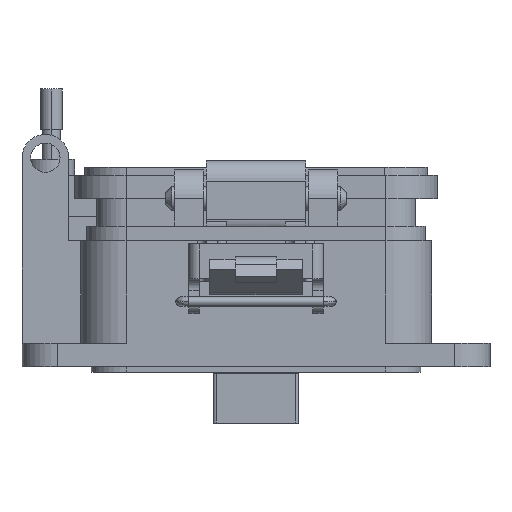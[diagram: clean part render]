
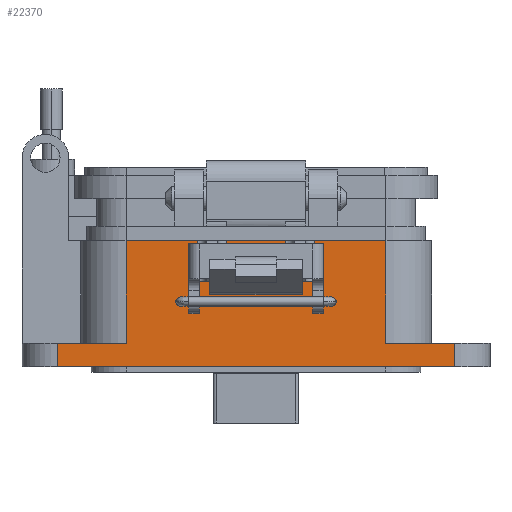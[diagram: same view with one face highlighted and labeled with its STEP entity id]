
A CAD part, front view. The second image highlights one B-rep face of the part: STEP entity #22370.
In plain terms, the highlighted planar face has unit normal (0, -1, 0).
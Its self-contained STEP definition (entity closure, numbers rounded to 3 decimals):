
#242 = LINE ( 'NONE', #27398, #40632 ) ;
#733 = DIRECTION ( 'NONE',  ( 0., 0., 1. ) ) ;
#1344 = EDGE_CURVE ( 'NONE', #7524, #29618, #9527, .T. ) ;
#1404 = LINE ( 'NONE', #14993, #36170 ) ;
#1686 = CARTESIAN_POINT ( 'NONE',  ( 10.071, -15.056, -21.654 ) ) ;
#1958 = VECTOR ( 'NONE', #16537, 1000. ) ;
#2141 = ORIENTED_EDGE ( 'NONE', *, *, #35883, .T. ) ;
#2361 = VERTEX_POINT ( 'NONE', #25096 ) ;
#2762 = DIRECTION ( 'NONE',  ( -1., 0., 0. ) ) ;
#2776 = EDGE_CURVE ( 'NONE', #37107, #14306, #42165, .T. ) ;
#2981 = VECTOR ( 'NONE', #41723, 1000. ) ;
#3376 = EDGE_CURVE ( 'NONE', #42561, #33608, #18005, .T. ) ;
#3432 = FACE_OUTER_BOUND ( 'NONE', #40602, .T. ) ;
#3571 = VERTEX_POINT ( 'NONE', #28437 ) ;
#3575 = LINE ( 'NONE', #34039, #26777 ) ;
#3642 = EDGE_CURVE ( 'NONE', #3571, #8504, #6393, .T. ) ;
#4186 = EDGE_CURVE ( 'NONE', #19992, #7524, #37245, .T. ) ;
#5275 = CARTESIAN_POINT ( 'NONE',  ( 34.243, -15.056, -39.279 ) ) ;
#5622 = EDGE_CURVE ( 'NONE', #6794, #3571, #23030, .T. ) ;
#5907 = VECTOR ( 'NONE', #18101, 1000. ) ;
#6089 = CARTESIAN_POINT ( 'NONE',  ( 34.243, -15.056, -43.307 ) ) ;
#6393 = LINE ( 'NONE', #29972, #8636 ) ;
#6570 = VECTOR ( 'NONE', #7330, 1000. ) ;
#6780 = CARTESIAN_POINT ( 'NONE',  ( -34.243, -15.056, -21.654 ) ) ;
#6794 = VERTEX_POINT ( 'NONE', #14178 ) ;
#7217 = LINE ( 'NONE', #17225, #31010 ) ;
#7330 = DIRECTION ( 'NONE',  ( 0., 0., 1. ) ) ;
#7363 = DIRECTION ( 'NONE',  ( -1., 0., 0. ) ) ;
#7524 = VERTEX_POINT ( 'NONE', #40068 ) ;
#7885 = VECTOR ( 'NONE', #33304, 1000. ) ;
#8318 = EDGE_CURVE ( 'NONE', #23481, #37107, #7217, .T. ) ;
#8374 = VECTOR ( 'NONE', #2762, 1000. ) ;
#8504 = VERTEX_POINT ( 'NONE', #35446 ) ;
#8529 = DIRECTION ( 'NONE',  ( -1., 0., 0. ) ) ;
#8636 = VECTOR ( 'NONE', #33731, 1000. ) ;
#9527 = LINE ( 'NONE', #25962, #7885 ) ;
#10284 = VECTOR ( 'NONE', #40376, 1000. ) ;
#10502 = ORIENTED_EDGE ( 'NONE', *, *, #16603, .T. ) ;
#10752 = VERTEX_POINT ( 'NONE', #32394 ) ;
#12211 = DIRECTION ( 'NONE',  ( 0., 0., -1. ) ) ;
#12616 = CARTESIAN_POINT ( 'NONE',  ( 22.358, -15.056, -21.654 ) ) ;
#12773 = CARTESIAN_POINT ( 'NONE',  ( 10.071, -15.056, -28.704 ) ) ;
#13057 = EDGE_CURVE ( 'NONE', #23313, #23481, #1404, .T. ) ;
#13725 = ORIENTED_EDGE ( 'NONE', *, *, #27694, .T. ) ;
#14178 = CARTESIAN_POINT ( 'NONE',  ( 22.358, -15.056, -39.279 ) ) ;
#14306 = VERTEX_POINT ( 'NONE', #19637 ) ;
#14993 = CARTESIAN_POINT ( 'NONE',  ( 10.071, -15.056, -28.704 ) ) ;
#15102 = LINE ( 'NONE', #22179, #20998 ) ;
#16405 = EDGE_CURVE ( 'NONE', #2361, #42561, #30091, .T. ) ;
#16537 = DIRECTION ( 'NONE',  ( -1., 0., 0. ) ) ;
#16559 = CARTESIAN_POINT ( 'NONE',  ( 34.243, -15.056, -43.307 ) ) ;
#16594 = CARTESIAN_POINT ( 'NONE',  ( -22.358, -15.056, -21.654 ) ) ;
#16603 = EDGE_CURVE ( 'NONE', #14306, #2361, #242, .T. ) ;
#16710 = ORIENTED_EDGE ( 'NONE', *, *, #16405, .T. ) ;
#16753 = ORIENTED_EDGE ( 'NONE', *, *, #3376, .T. ) ;
#17225 = CARTESIAN_POINT ( 'NONE',  ( 5.036, -15.056, -21.654 ) ) ;
#17852 = ORIENTED_EDGE ( 'NONE', *, *, #13057, .T. ) ;
#17914 = DIRECTION ( 'NONE',  ( 1., 0., 0. ) ) ;
#18005 = LINE ( 'NONE', #30689, #6570 ) ;
#18101 = DIRECTION ( 'NONE',  ( 0., 0., -1. ) ) ;
#18428 = CARTESIAN_POINT ( 'NONE',  ( -10.071, -15.056, -28.704 ) ) ;
#19436 = CARTESIAN_POINT ( 'NONE',  ( 10.071, -15.056, -39.279 ) ) ;
#19637 = CARTESIAN_POINT ( 'NONE',  ( -5.036, -15.056, -21.654 ) ) ;
#19742 = AXIS2_PLACEMENT_3D ( 'NONE', #34790, #20566, #17914 ) ;
#19868 = LINE ( 'NONE', #19436, #1958 ) ;
#19992 = VERTEX_POINT ( 'NONE', #30917 ) ;
#20566 = DIRECTION ( 'NONE',  ( 0., -1., 0. ) ) ;
#20932 = DIRECTION ( 'NONE',  ( 0., 0., -1. ) ) ;
#20998 = VECTOR ( 'NONE', #12211, 1000. ) ;
#22179 = CARTESIAN_POINT ( 'NONE',  ( -22.358, -15.056, -21.654 ) ) ;
#22370 = ADVANCED_FACE ( 'NONE', ( #3432 ), #41474, .T. ) ;
#22552 = CARTESIAN_POINT ( 'NONE',  ( 10.071, -15.056, -39.279 ) ) ;
#23030 = LINE ( 'NONE', #12616, #10284 ) ;
#23313 = VERTEX_POINT ( 'NONE', #29290 ) ;
#23481 = VERTEX_POINT ( 'NONE', #33493 ) ;
#23887 = ORIENTED_EDGE ( 'NONE', *, *, #31526, .T. ) ;
#24028 = ORIENTED_EDGE ( 'NONE', *, *, #3642, .T. ) ;
#24182 = ORIENTED_EDGE ( 'NONE', *, *, #1344, .T. ) ;
#24460 = ORIENTED_EDGE ( 'NONE', *, *, #5622, .T. ) ;
#24995 = VECTOR ( 'NONE', #29432, 1000. ) ;
#25096 = CARTESIAN_POINT ( 'NONE',  ( -5.036, -15.056, -28.704 ) ) ;
#25621 = ORIENTED_EDGE ( 'NONE', *, *, #43276, .T. ) ;
#25962 = CARTESIAN_POINT ( 'NONE',  ( 0., -15.056, -43.307 ) ) ;
#26021 = EDGE_CURVE ( 'NONE', #33608, #41525, #3575, .T. ) ;
#26306 = LINE ( 'NONE', #6089, #26368 ) ;
#26368 = VECTOR ( 'NONE', #32766, 1000. ) ;
#26777 = VECTOR ( 'NONE', #7363, 1000. ) ;
#27398 = CARTESIAN_POINT ( 'NONE',  ( -5.036, -15.056, -21.654 ) ) ;
#27644 = LINE ( 'NONE', #38098, #5907 ) ;
#27694 = EDGE_CURVE ( 'NONE', #41525, #10752, #15102, .T. ) ;
#28437 = CARTESIAN_POINT ( 'NONE',  ( 22.358, -15.056, -21.654 ) ) ;
#29290 = CARTESIAN_POINT ( 'NONE',  ( 10.071, -15.056, -28.704 ) ) ;
#29432 = DIRECTION ( 'NONE',  ( -1., 0., 0. ) ) ;
#29618 = VERTEX_POINT ( 'NONE', #16559 ) ;
#29972 = CARTESIAN_POINT ( 'NONE',  ( 10.071, -15.056, -21.654 ) ) ;
#30091 = LINE ( 'NONE', #12773, #24995 ) ;
#30689 = CARTESIAN_POINT ( 'NONE',  ( -10.071, -15.056, -21.654 ) ) ;
#30827 = ORIENTED_EDGE ( 'NONE', *, *, #2776, .T. ) ;
#30917 = CARTESIAN_POINT ( 'NONE',  ( -34.243, -15.056, -39.279 ) ) ;
#31010 = VECTOR ( 'NONE', #733, 1000. ) ;
#31526 = EDGE_CURVE ( 'NONE', #41362, #6794, #33225, .T. ) ;
#32394 = CARTESIAN_POINT ( 'NONE',  ( -22.358, -15.056, -39.279 ) ) ;
#32766 = DIRECTION ( 'NONE',  ( 0., 0., -1. ) ) ;
#33188 = ORIENTED_EDGE ( 'NONE', *, *, #8318, .T. ) ;
#33225 = LINE ( 'NONE', #22552, #8374 ) ;
#33304 = DIRECTION ( 'NONE',  ( 1., 0., 0. ) ) ;
#33493 = CARTESIAN_POINT ( 'NONE',  ( 5.036, -15.056, -28.704 ) ) ;
#33608 = VERTEX_POINT ( 'NONE', #34870 ) ;
#33725 = ORIENTED_EDGE ( 'NONE', *, *, #40590, .F. ) ;
#33731 = DIRECTION ( 'NONE',  ( -1., 0., 0. ) ) ;
#34039 = CARTESIAN_POINT ( 'NONE',  ( 10.071, -15.056, -21.654 ) ) ;
#34121 = DIRECTION ( 'NONE',  ( 0., 0., -1. ) ) ;
#34177 = VECTOR ( 'NONE', #34121, 1000. ) ;
#34790 = CARTESIAN_POINT ( 'NONE',  ( 10.071, -15.056, -21.654 ) ) ;
#34870 = CARTESIAN_POINT ( 'NONE',  ( -10.071, -15.056, -21.654 ) ) ;
#35446 = CARTESIAN_POINT ( 'NONE',  ( 10.071, -15.056, -21.654 ) ) ;
#35883 = EDGE_CURVE ( 'NONE', #10752, #19992, #19868, .T. ) ;
#36170 = VECTOR ( 'NONE', #8529, 1000. ) ;
#36638 = ORIENTED_EDGE ( 'NONE', *, *, #4186, .T. ) ;
#37107 = VERTEX_POINT ( 'NONE', #37476 ) ;
#37245 = LINE ( 'NONE', #6780, #34177 ) ;
#37476 = CARTESIAN_POINT ( 'NONE',  ( 5.036, -15.056, -21.654 ) ) ;
#38098 = CARTESIAN_POINT ( 'NONE',  ( 10.071, -15.056, -21.654 ) ) ;
#40068 = CARTESIAN_POINT ( 'NONE',  ( -34.243, -15.056, -43.307 ) ) ;
#40376 = DIRECTION ( 'NONE',  ( 0., 0., 1. ) ) ;
#40590 = EDGE_CURVE ( 'NONE', #41362, #29618, #26306, .T. ) ;
#40602 = EDGE_LOOP ( 'NONE', ( #24028, #25621, #17852, #33188, #30827, #10502, #16710, #16753, #41499, #13725, #2141, #36638, #24182, #33725, #23887, #24460 ) ) ;
#40632 = VECTOR ( 'NONE', #20932, 1000. ) ;
#41362 = VERTEX_POINT ( 'NONE', #5275 ) ;
#41474 = PLANE ( 'NONE',  #19742 ) ;
#41499 = ORIENTED_EDGE ( 'NONE', *, *, #26021, .T. ) ;
#41525 = VERTEX_POINT ( 'NONE', #16594 ) ;
#41723 = DIRECTION ( 'NONE',  ( -1., 0., 0. ) ) ;
#42165 = LINE ( 'NONE', #1686, #2981 ) ;
#42561 = VERTEX_POINT ( 'NONE', #18428 ) ;
#43276 = EDGE_CURVE ( 'NONE', #8504, #23313, #27644, .T. ) ;
